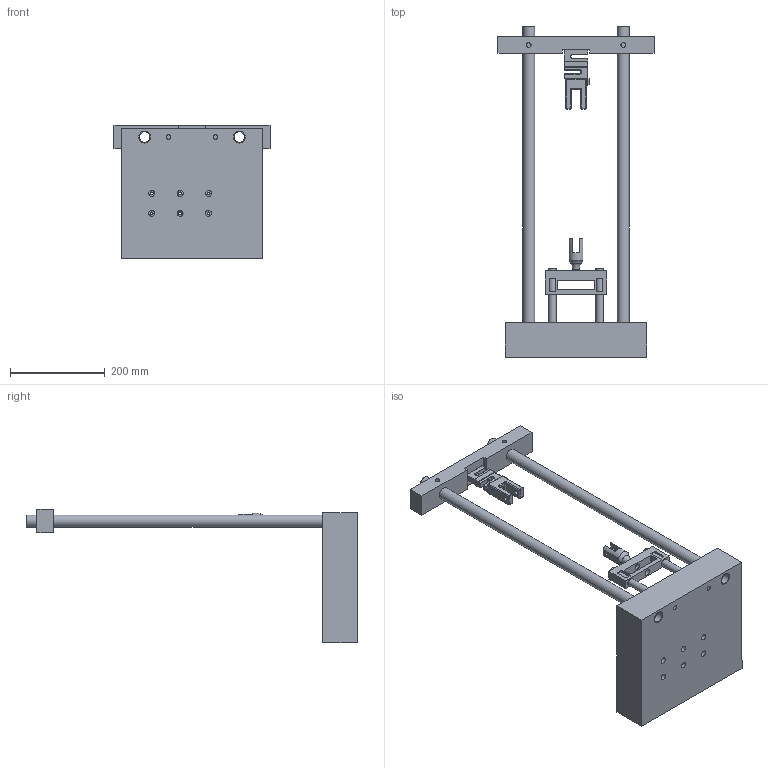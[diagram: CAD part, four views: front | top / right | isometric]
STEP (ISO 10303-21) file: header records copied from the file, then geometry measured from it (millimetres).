
FILE_DESCRIPTION (( 'STEP AP214' ), '1' );
FILE_NAME ('Final FEA Assembly.STEP', '2019-03-29T18:56:27', ( '' ), ( '' ), 'SwSTEP 2.0', 'SolidWorks 2018', '' );
FILE_SCHEMA (( 'AUTOMOTIVE_DESIGN' ));
Length unit declared in the file: millimetre
Products named in the file (10): Shock-Pot Mount; Small guide Tubes; Final FEA Assembly; Top; Mounting Base; S Load Cell; Cam Follower Assem; Linear Slider Crank bozx; Crank Insert shock side; Guide Tubes
Assembly tree (9 placements, depth 3):
  Final FEA Assembly
    Shock-Pot Mount
    Crank Insert shock side
    S Load Cell
    Guide Tubes
    Top
    Small guide Tubes
    Cam Follower Assem
      Linear Slider Crank bozx
    Mounting Base
Bounding box: 330 x 700 x 282.5 mm (x, y, z)
Volume: 6849679.9 mm3; surface area: 627510.4 mm2
Topology: 10 solids, 10 shells, 269 faces, 665 edges, 403 vertices
Faces by surface type: cylinder 135, plane 103, sphere 21, torus 9, cone 1
Full cylindrical faces by diameter (mm): 5 x1, 6 x10, 8 x5, 9.35 x2, 10 x6, 12.7 x6, 13 x2, 13.386 x2, 14 x1, 16 x2, 16.078 x2, 22.2 x2, 25.4 x6
Entity records: 8441 total; most frequent: CARTESIAN_POINT 1894, DIRECTION 1332, ORIENTED_EDGE 1142, EDGE_CURVE 571, AXIS2_PLACEMENT_3D 519, EDGE_LOOP 402, VERTEX_POINT 381, FACE_OUTER_BOUND 317
